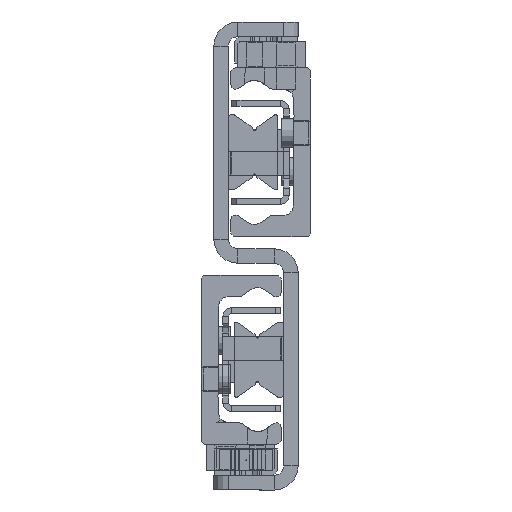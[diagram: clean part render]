
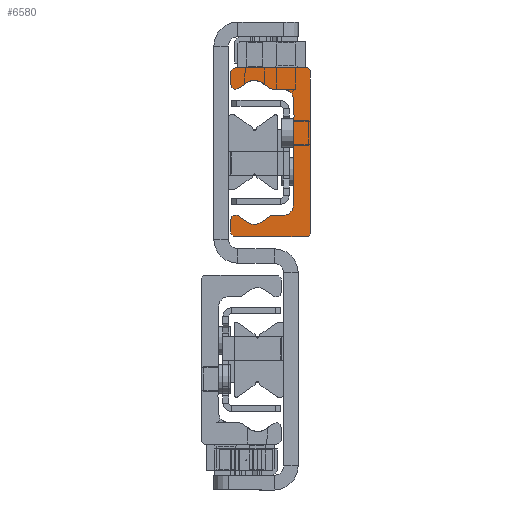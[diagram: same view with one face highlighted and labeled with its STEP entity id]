
A CAD part, left-side view. The second image highlights one B-rep face of the part: STEP entity #6580.
In plain terms, the highlighted planar face has unit normal (-1, 0, 0).
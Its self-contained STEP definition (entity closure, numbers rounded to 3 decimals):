
#5320=CARTESIAN_POINT('',(0.0,4.75,-11.1));
#5321=VERTEX_POINT('',#5320);
#5328=CARTESIAN_POINT('',(0.0,2.75,-13.1));
#5329=VERTEX_POINT('',#5328);
#5330=CARTESIAN_POINT('',(0.0,2.75,-11.1));
#5331=DIRECTION('',(-1.0,0.0,0.0));
#5332=DIRECTION('',(0.0,0.0,1.0));
#5333=AXIS2_PLACEMENT_3D('',#5330,#5331,#5332);
#5334=CIRCLE('',#5333,2.);
#5335=EDGE_CURVE('',#5321,#5329,#5334,.T.);
#5524=CARTESIAN_POINT('',(0.0,-0.14,-13.281));
#5525=VERTEX_POINT('',#5524);
#5532=CARTESIAN_POINT('',(0.0,-1.916,-14.524));
#5533=VERTEX_POINT('',#5532);
#5534=CARTESIAN_POINT('',(0.0,-0.14,-13.281));
#5535=DIRECTION('',(0.0,-0.819,-0.574));
#5536=VECTOR('',#5535,2.168);
#5537=LINE('',#5534,#5536);
#5538=EDGE_CURVE('',#5525,#5533,#5537,.T.);
#5663=CARTESIAN_POINT('',(0.0,8.25,16.85));
#5664=VERTEX_POINT('',#5663);
#5671=CARTESIAN_POINT('',(0.0,7.6,17.5));
#5672=VERTEX_POINT('',#5671);
#5673=CARTESIAN_POINT('',(0.0,7.6,16.85));
#5674=DIRECTION('',(1.0,0.0,0.0));
#5675=DIRECTION('',(0.0,1.0,0.0));
#5676=AXIS2_PLACEMENT_3D('',#5673,#5674,#5675);
#5677=CIRCLE('',#5676,0.65);
#5678=EDGE_CURVE('',#5664,#5672,#5677,.T.);
#5702=CARTESIAN_POINT('',(0.0,8.25,-16.85));
#5703=VERTEX_POINT('',#5702);
#5710=CARTESIAN_POINT('',(0.0,8.25,-16.85));
#5711=DIRECTION('',(0.0,0.0,1.0));
#5712=VECTOR('',#5711,33.7);
#5713=LINE('',#5710,#5712);
#5714=EDGE_CURVE('',#5703,#5664,#5713,.T.);
#5803=CARTESIAN_POINT('',(0.0,7.6,-17.5));
#5804=VERTEX_POINT('',#5803);
#5811=CARTESIAN_POINT('',(0.0,7.6,-16.85));
#5812=DIRECTION('',(1.0,0.0,0.0));
#5813=DIRECTION('',(0.0,0.0,-1.0));
#5814=AXIS2_PLACEMENT_3D('',#5811,#5812,#5813);
#5815=CIRCLE('',#5814,0.65);
#5816=EDGE_CURVE('',#5804,#5703,#5815,.T.);
#5835=CARTESIAN_POINT('',(0.0,-7.25,-17.5));
#5836=VERTEX_POINT('',#5835);
#5843=CARTESIAN_POINT('',(0.0,-7.25,-17.5));
#5844=DIRECTION('',(0.0,1.0,0.0));
#5845=VECTOR('',#5844,14.85);
#5846=LINE('',#5843,#5845);
#5847=EDGE_CURVE('',#5836,#5804,#5846,.T.);
#5879=CARTESIAN_POINT('',(0.0,-8.25,-16.5));
#5880=VERTEX_POINT('',#5879);
#5887=CARTESIAN_POINT('',(0.0,-7.25,-16.5));
#5888=DIRECTION('',(1.0,0.0,0.0));
#5889=DIRECTION('',(0.0,-1.0,0.0));
#5890=AXIS2_PLACEMENT_3D('',#5887,#5888,#5889);
#5891=CIRCLE('',#5890,1.);
#5892=EDGE_CURVE('',#5880,#5836,#5891,.T.);
#5911=CARTESIAN_POINT('',(0.0,-8.25,-13.98));
#5912=VERTEX_POINT('',#5911);
#5919=CARTESIAN_POINT('',(0.0,-8.25,-13.98));
#5920=DIRECTION('',(0.0,0.0,-1.0));
#5921=VECTOR('',#5920,2.52);
#5922=LINE('',#5919,#5921);
#5923=EDGE_CURVE('',#5912,#5880,#5922,.T.);
#5943=CARTESIAN_POINT('',(0.0,-6.708,-13.177));
#5944=VERTEX_POINT('',#5943);
#5951=CARTESIAN_POINT('',(0.0,-7.27,-13.98));
#5952=DIRECTION('',(1.0,0.0,0.0));
#5953=DIRECTION('',(0.0,0.574,0.819));
#5954=AXIS2_PLACEMENT_3D('',#5951,#5952,#5953);
#5955=CIRCLE('',#5954,0.98);
#5956=EDGE_CURVE('',#5944,#5912,#5955,.T.);
#5968=CARTESIAN_POINT('',(0.0,-4.784,-14.524));
#5969=VERTEX_POINT('',#5968);
#5976=CARTESIAN_POINT('',(0.0,-4.784,-14.524));
#5977=DIRECTION('',(0.0,-0.819,0.574));
#5978=VECTOR('',#5977,2.349);
#5979=LINE('',#5976,#5978);
#5980=EDGE_CURVE('',#5969,#5944,#5979,.T.);
#6002=CARTESIAN_POINT('',(0.0,-3.35,-12.477));
#6003=DIRECTION('',(-1.0,0.0,0.0));
#6004=DIRECTION('',(0.0,0.574,0.819));
#6005=AXIS2_PLACEMENT_3D('',#6002,#6003,#6004);
#6006=CIRCLE('',#6005,2.5);
#6007=EDGE_CURVE('',#5533,#5969,#6006,.T.);
#6027=CARTESIAN_POINT('',(0.0,0.433,-13.1));
#6028=VERTEX_POINT('',#6027);
#6035=CARTESIAN_POINT('',(0.0,0.433,-14.1));
#6036=DIRECTION('',(1.0,0.0,0.0));
#6037=DIRECTION('',(0.0,0.0,1.0));
#6038=AXIS2_PLACEMENT_3D('',#6035,#6036,#6037);
#6039=CIRCLE('',#6038,1.);
#6040=EDGE_CURVE('',#6028,#5525,#6039,.T.);
#6055=CARTESIAN_POINT('',(0.0,2.75,-13.1));
#6056=DIRECTION('',(0.0,-1.0,0.0));
#6057=VECTOR('',#6056,2.317);
#6058=LINE('',#6055,#6057);
#6059=EDGE_CURVE('',#5329,#6028,#6058,.T.);
#6085=CARTESIAN_POINT('',(0.0,4.75,-7.75));
#6086=VERTEX_POINT('',#6085);
#6093=CARTESIAN_POINT('',(0.0,4.75,-7.75));
#6094=DIRECTION('',(0.0,0.0,-1.0));
#6095=VECTOR('',#6094,3.35);
#6096=LINE('',#6093,#6095);
#6097=EDGE_CURVE('',#6086,#5321,#6096,.T.);
#6117=CARTESIAN_POINT('',(0.0,4.75,-7.25));
#6118=VERTEX_POINT('',#6117);
#6125=CARTESIAN_POINT('',(0.0,4.75,-7.5));
#6126=DIRECTION('',(-1.0,0.0,0.0));
#6127=DIRECTION('',(0.0,0.0,1.0));
#6128=AXIS2_PLACEMENT_3D('',#6125,#6126,#6127);
#6129=CIRCLE('',#6128,0.25);
#6130=EDGE_CURVE('',#6118,#6086,#6129,.T.);
#6149=CARTESIAN_POINT('',(0.0,4.75,11.1));
#6150=VERTEX_POINT('',#6149);
#6157=CARTESIAN_POINT('',(0.0,4.75,11.1));
#6158=DIRECTION('',(0.0,0.0,-1.0));
#6159=VECTOR('',#6158,18.35);
#6160=LINE('',#6157,#6159);
#6161=EDGE_CURVE('',#6150,#6118,#6160,.T.);
#6250=CARTESIAN_POINT('',(0.0,2.75,13.1));
#6251=VERTEX_POINT('',#6250);
#6258=CARTESIAN_POINT('',(0.0,2.75,11.1));
#6259=DIRECTION('',(-1.0,0.0,0.0));
#6260=DIRECTION('',(0.0,-1.0,0.0));
#6261=AXIS2_PLACEMENT_3D('',#6258,#6259,#6260);
#6262=CIRCLE('',#6261,2.);
#6263=EDGE_CURVE('',#6251,#6150,#6262,.T.);
#6282=CARTESIAN_POINT('',(0.0,0.433,13.1));
#6283=VERTEX_POINT('',#6282);
#6290=CARTESIAN_POINT('',(0.0,0.433,13.1));
#6291=DIRECTION('',(0.0,1.0,0.0));
#6292=VECTOR('',#6291,2.317);
#6293=LINE('',#6290,#6292);
#6294=EDGE_CURVE('',#6283,#6251,#6293,.T.);
#6314=CARTESIAN_POINT('',(0.0,-0.14,13.281));
#6315=VERTEX_POINT('',#6314);
#6322=CARTESIAN_POINT('',(0.0,0.433,14.1));
#6323=DIRECTION('',(1.0,0.0,0.0));
#6324=DIRECTION('',(0.0,-0.574,-0.819));
#6325=AXIS2_PLACEMENT_3D('',#6322,#6323,#6324);
#6326=CIRCLE('',#6325,1.);
#6327=EDGE_CURVE('',#6315,#6283,#6326,.T.);
#6346=CARTESIAN_POINT('',(0.0,-1.916,14.524));
#6347=VERTEX_POINT('',#6346);
#6354=CARTESIAN_POINT('',(0.0,-1.916,14.524));
#6355=DIRECTION('',(0.0,0.819,-0.574));
#6356=VECTOR('',#6355,2.168);
#6357=LINE('',#6354,#6356);
#6358=EDGE_CURVE('',#6347,#6315,#6357,.T.);
#6378=CARTESIAN_POINT('',(0.0,-4.784,14.524));
#6379=VERTEX_POINT('',#6378);
#6386=CARTESIAN_POINT('',(0.0,-3.35,12.477));
#6387=DIRECTION('',(-1.0,0.0,0.0));
#6388=DIRECTION('',(0.0,-0.574,-0.819));
#6389=AXIS2_PLACEMENT_3D('',#6386,#6387,#6388);
#6390=CIRCLE('',#6389,2.5);
#6391=EDGE_CURVE('',#6379,#6347,#6390,.T.);
#6410=CARTESIAN_POINT('',(0.0,-6.708,13.177));
#6411=VERTEX_POINT('',#6410);
#6418=CARTESIAN_POINT('',(0.0,-6.708,13.177));
#6419=DIRECTION('',(0.0,0.819,0.574));
#6420=VECTOR('',#6419,2.349);
#6421=LINE('',#6418,#6420);
#6422=EDGE_CURVE('',#6411,#6379,#6421,.T.);
#6442=CARTESIAN_POINT('',(0.0,-8.25,13.98));
#6443=VERTEX_POINT('',#6442);
#6450=CARTESIAN_POINT('',(0.0,-7.27,13.98));
#6451=DIRECTION('',(1.0,0.0,0.0));
#6452=DIRECTION('',(0.0,-1.0,0.0));
#6453=AXIS2_PLACEMENT_3D('',#6450,#6451,#6452);
#6454=CIRCLE('',#6453,0.98);
#6455=EDGE_CURVE('',#6443,#6411,#6454,.T.);
#6474=CARTESIAN_POINT('',(0.0,-8.25,16.5));
#6475=VERTEX_POINT('',#6474);
#6482=CARTESIAN_POINT('',(0.0,-8.25,16.5));
#6483=DIRECTION('',(0.0,0.0,-1.0));
#6484=VECTOR('',#6483,2.52);
#6485=LINE('',#6482,#6484);
#6486=EDGE_CURVE('',#6475,#6443,#6485,.T.);
#6506=CARTESIAN_POINT('',(0.0,-7.25,17.5));
#6507=VERTEX_POINT('',#6506);
#6514=CARTESIAN_POINT('',(0.0,-7.25,16.5));
#6515=DIRECTION('',(1.0,0.0,0.0));
#6516=DIRECTION('',(0.0,0.0,1.0));
#6517=AXIS2_PLACEMENT_3D('',#6514,#6515,#6516);
#6518=CIRCLE('',#6517,1.);
#6519=EDGE_CURVE('',#6507,#6475,#6518,.T.);
#6537=CARTESIAN_POINT('',(0.0,7.6,17.5));
#6538=DIRECTION('',(0.0,-1.0,0.0));
#6539=VECTOR('',#6538,14.85);
#6540=LINE('',#6537,#6539);
#6541=EDGE_CURVE('',#5672,#6507,#6540,.T.);
#6547=CARTESIAN_POINT('',(0.0,2.258,-0.017));
#6548=DIRECTION('',(1.0,0.0,0.0));
#6549=DIRECTION('',(0.0,0.0,-1.0));
#6550=AXIS2_PLACEMENT_3D('',#6547,#6548,#6549);
#6551=PLANE('',#6550);
#6552=ORIENTED_EDGE('',*,*,#6541,.F.);
#6553=ORIENTED_EDGE('',*,*,#5678,.F.);
#6554=ORIENTED_EDGE('',*,*,#5714,.F.);
#6555=ORIENTED_EDGE('',*,*,#5816,.F.);
#6556=ORIENTED_EDGE('',*,*,#5847,.F.);
#6557=ORIENTED_EDGE('',*,*,#5892,.F.);
#6558=ORIENTED_EDGE('',*,*,#5923,.F.);
#6559=ORIENTED_EDGE('',*,*,#5956,.F.);
#6560=ORIENTED_EDGE('',*,*,#5980,.F.);
#6561=ORIENTED_EDGE('',*,*,#6007,.F.);
#6562=ORIENTED_EDGE('',*,*,#5538,.F.);
#6563=ORIENTED_EDGE('',*,*,#6040,.F.);
#6564=ORIENTED_EDGE('',*,*,#6059,.F.);
#6565=ORIENTED_EDGE('',*,*,#5335,.F.);
#6566=ORIENTED_EDGE('',*,*,#6097,.F.);
#6567=ORIENTED_EDGE('',*,*,#6130,.F.);
#6568=ORIENTED_EDGE('',*,*,#6161,.F.);
#6569=ORIENTED_EDGE('',*,*,#6263,.F.);
#6570=ORIENTED_EDGE('',*,*,#6294,.F.);
#6571=ORIENTED_EDGE('',*,*,#6327,.F.);
#6572=ORIENTED_EDGE('',*,*,#6358,.F.);
#6573=ORIENTED_EDGE('',*,*,#6391,.F.);
#6574=ORIENTED_EDGE('',*,*,#6422,.F.);
#6575=ORIENTED_EDGE('',*,*,#6455,.F.);
#6576=ORIENTED_EDGE('',*,*,#6486,.F.);
#6577=ORIENTED_EDGE('',*,*,#6519,.F.);
#6578=EDGE_LOOP('',(#6552,#6553,#6554,#6555,#6556,#6557,#6558,#6559,#6560,#6561,#6562,#6563,#6564,#6565,#6566,#6567,#6568,#6569,#6570,#6571,#6572,#6573,#6574,#6575,#6576,#6577));
#6579=FACE_OUTER_BOUND('',#6578,.T.);
#6580=ADVANCED_FACE('',(#6579),#6551,.F.);
